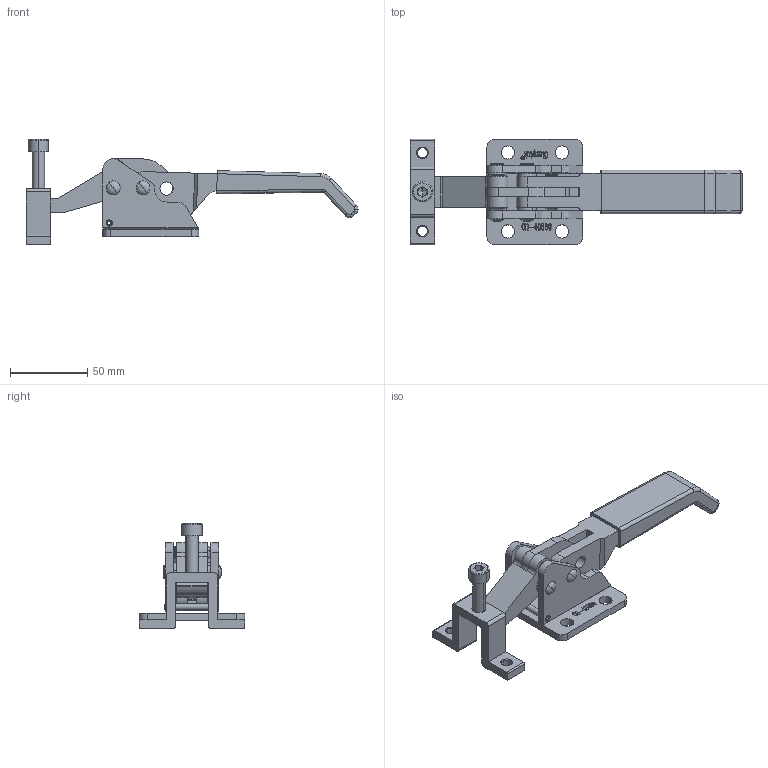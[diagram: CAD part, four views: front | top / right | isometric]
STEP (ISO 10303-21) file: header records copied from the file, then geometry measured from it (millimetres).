
FILE_DESCRIPTION (( 'STEP AP203' ), '1' );
FILE_NAME ('CH-40580.STEP', '2017-12-04T01:45:20', ( 'Windows' ), ( 'Microsoft' ), 'SwSTEP 2.0', 'SolidWorks 2015', '' );
FILE_SCHEMA (( 'CONFIG_CONTROL_DESIGN' ));
Length unit declared in the file: millimetre
Products named in the file (13): 忒梟; 平垫圈; spring pin slotted heavy duty1 gb_GB_PARALLEL_PINS_TYPE6 4X35; spring pin slotted heavy duty1 gb_GB_PARALLEL_PINS_TYPE6 4X20; 菁啣; hexagon socket head cap screws gb_GB_FASTENER_SCREWS_HSHCS M8X30-C; 菁釱; í34.5; 嘐隅釱; í20; 揤參; CH-40580; 蟀裝
Assembly tree (18 placements, depth 2):
  CH-40580
    菁啣
    菁釱  x2
    嘐隅釱
    揤參
    蟀裝
    忒梟
    平垫圈  x4
    spring pin slotted heavy duty1 gb_GB_PARALLEL_PINS_TYPE6 4X35
    spring pin slotted heavy duty1 gb_GB_PARALLEL_PINS_TYPE6 4X20
    hexagon socket head cap screws gb_GB_FASTENER_SCREWS_HSHCS M8X30-C
    í34.5  x2
    í20  x2
Bounding box: 214.41 x 68 x 67.9 mm (x, y, z)
Volume: 129810.9 mm3; surface area: 56652 mm2
Topology: 18 solids, 18 shells, 748 faces, 1952 edges, 1273 vertices
Faces by surface type: plane 334, cylinder 178, bspline 163, torus 44, cone 29
Entity records: 31616 total; most frequent: CARTESIAN_POINT 14111, ORIENTED_EDGE 3568, DIRECTION 2842, EDGE_CURVE 1784, VERTEX_POINT 1171, VECTOR 1078, LINE 1078, AXIS2_PLACEMENT_3D 882
